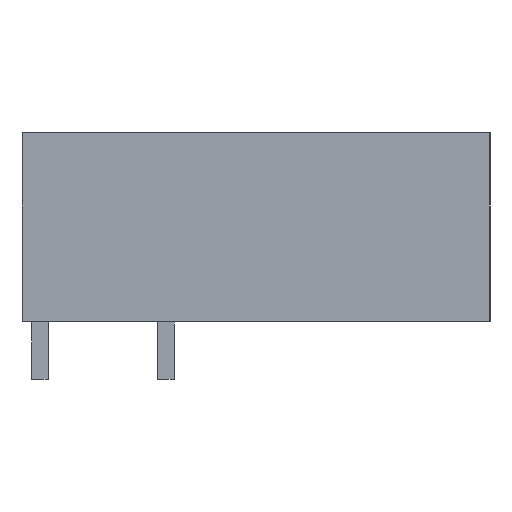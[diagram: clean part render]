
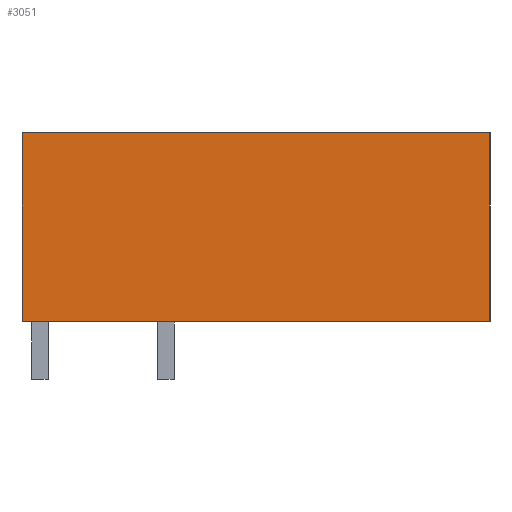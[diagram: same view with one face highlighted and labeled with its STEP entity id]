
A CAD part, left-side view. The second image highlights one B-rep face of the part: STEP entity #3051.
In plain terms, the highlighted planar face has unit normal (-1, 0, 0).
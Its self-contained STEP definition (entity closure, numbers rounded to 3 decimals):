
#3043=AXIS2_PLACEMENT_3D('Plane Axis2P3D',#3040,#3041,#3042) ;
#213=CARTESIAN_POINT('Vertex',(0.,28.3,14.9)) ;
#216=CARTESIAN_POINT('Line Origine',(0.,14.15,14.9)) ;
#220=CARTESIAN_POINT('Vertex',(0.,0.,14.9)) ;
#371=CARTESIAN_POINT('Line Origine',(0.,0.,9.2)) ;
#375=CARTESIAN_POINT('Vertex',(0.,0.,3.5)) ;
#744=CARTESIAN_POINT('Line Origine',(0.,14.15,3.5)) ;
#748=CARTESIAN_POINT('Vertex',(0.,28.3,3.5)) ;
#2998=CARTESIAN_POINT('Line Origine',(0.,28.3,9.2)) ;
#3040=CARTESIAN_POINT('Axis2P3D Location',(0.,15.8,14.8)) ;
#217=DIRECTION('Vector Direction',(0.,1.,0.)) ;
#372=DIRECTION('Vector Direction',(0.,0.,1.)) ;
#745=DIRECTION('Vector Direction',(0.,-1.,0.)) ;
#2999=DIRECTION('Vector Direction',(0.,0.,-1.)) ;
#3041=DIRECTION('Axis2P3D Direction',(-1.,0.,0.)) ;
#3042=DIRECTION('Axis2P3D XDirection',(0.,0.,-1.)) ;
#218=VECTOR('Line Direction',#217,1.) ;
#373=VECTOR('Line Direction',#372,1.) ;
#746=VECTOR('Line Direction',#745,1.) ;
#3000=VECTOR('Line Direction',#2999,1.) ;
#3046=ORIENTED_EDGE('',*,*,#377,.T.) ;
#3047=ORIENTED_EDGE('',*,*,#222,.T.) ;
#3048=ORIENTED_EDGE('',*,*,#3002,.T.) ;
#3049=ORIENTED_EDGE('',*,*,#750,.T.) ;
#3051=ADVANCED_FACE('HOUSING',(#3050),#3044,.T.) ;
#222=EDGE_CURVE('',#221,#214,#219,.T.) ;
#377=EDGE_CURVE('',#376,#221,#374,.T.) ;
#750=EDGE_CURVE('',#749,#376,#747,.T.) ;
#3002=EDGE_CURVE('',#214,#749,#3001,.T.) ;
#3045=EDGE_LOOP('',(#3046,#3047,#3048,#3049)) ;
#3050=FACE_OUTER_BOUND('',#3045,.T.) ;
#219=LINE('Line',#216,#218) ;
#374=LINE('Line',#371,#373) ;
#747=LINE('Line',#744,#746) ;
#3001=LINE('Line',#2998,#3000) ;
#3044=PLANE('',#3043) ;
#214=VERTEX_POINT('',#213) ;
#221=VERTEX_POINT('',#220) ;
#376=VERTEX_POINT('',#375) ;
#749=VERTEX_POINT('',#748) ;
